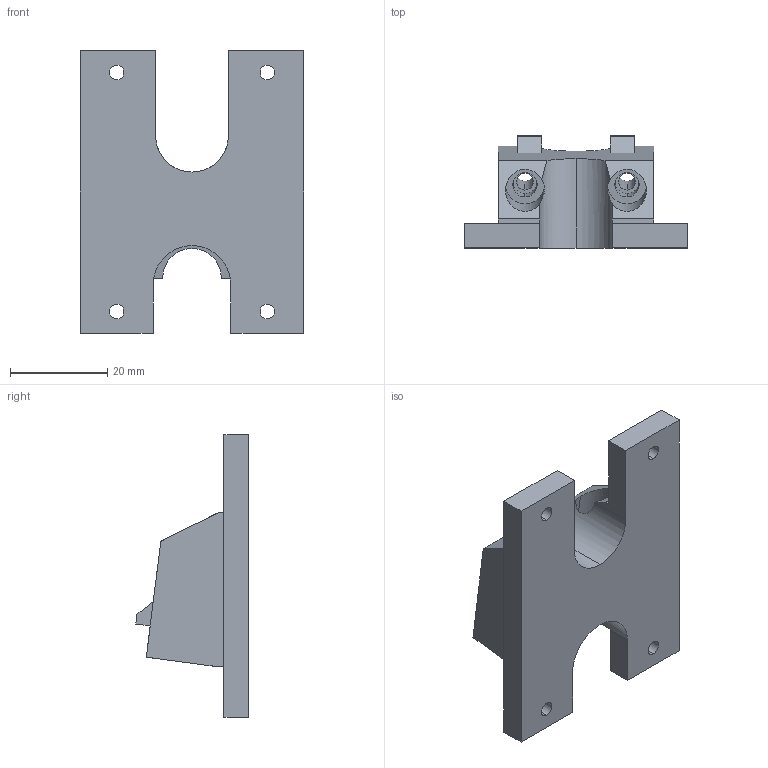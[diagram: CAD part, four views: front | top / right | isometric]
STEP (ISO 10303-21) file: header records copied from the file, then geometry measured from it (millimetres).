
FILE_DESCRIPTION (( 'STEP AP214' ), '1' );
FILE_NAME ('Mosquito & E3DV6 Mount V7 Rev1.STEP', '2019-04-09T23:54:33', ( '' ), ( '' ), 'SwSTEP 2.0', 'SolidWorks 2018', '' );
FILE_SCHEMA (( 'AUTOMOTIVE_DESIGN' ));
Length unit declared in the file: millimetre
Products named in the file (1): Mosquito & E3DV6 Mount V7 Rev1
Bounding box: 46 x 23.16 x 58.2 mm (x, y, z)
Volume: 19427.8 mm3; surface area: 8529.7 mm2
Topology: 1 solids, 1 shells, 82 faces, 214 edges, 142 vertices
Faces by surface type: plane 44, cylinder 38
Entity records: 2636 total; most frequent: CARTESIAN_POINT 571, ORIENTED_EDGE 428, DIRECTION 418, EDGE_CURVE 214, AXIS2_PLACEMENT_3D 149, VERTEX_POINT 142, VECTOR 120, LINE 120
